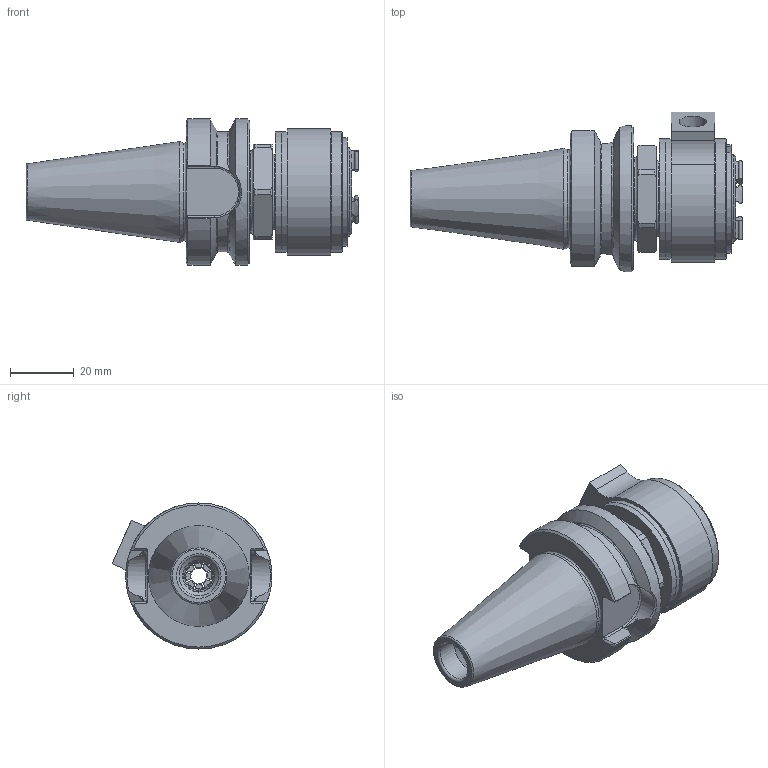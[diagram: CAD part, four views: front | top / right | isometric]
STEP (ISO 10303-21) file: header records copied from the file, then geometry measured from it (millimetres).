
FILE_DESCRIPTION( ( 'Unknown' ), '1' );
FILE_NAME( '379982000-A.stp', 'Unknown', ( 'Unknown' ), ( 'Unknown' ), 'PSStep 15.0.49', 'Unknown', ' ' );
FILE_SCHEMA( ( 'AUTOMOTIVE_DESIGN { 1 0 10303 214 1 1 1 1 }' ) );
Length unit declared in the file: millimetre
Products named in the file (14): 0004341; 0004345-oa0; 0004287-oa1; 0004288-oa2; 0004286; 0006572; 0004344; av_28_nut; Assem1; 0012558; 0006284; 0004759; 0012580; 0012583
Assembly tree (13 placements, depth 4):
  Assem1
    0012558
    0006284
    0004759
    0012580
    0012583
    0004288-oa2
      0004286
      0006572
      0004344
      av_28_nut
      0004341
        0004345-oa0
        0004287-oa1
Bounding box: 104.53 x 50.27 x 46 mm (x, y, z)
Volume: 74639.1 mm3; surface area: 48954 mm2
Topology: 11 solids, 11 shells, 618 faces, 1721 edges, 1118 vertices
Faces by surface type: plane 178, torus 155, cylinder 141, cone 133, bspline 9, sphere 2
Full cylindrical faces by diameter (mm): 2 x3, 3.5 x10, 8.566 x2, 10 x1, 10.106 x2, 12.5 x1, 13.5 x2, 14 x1, 16 x2, 18.5 x2, 20.05 x1, 20.8 x1, 22 x4, 23 x1, 23.376 x1, 23.5 x1, 25 x1, 25.5 x1, 26 x2, 26.6 x1, 27.9 x1, 28 x3, 28.5 x1, 30.24 x1, 30.74 x2, 30.762 x2, 34 x2, 34.4 x1, 38 x3, 46 x1
Entity records: 26138 total; most frequent: CARTESIAN_POINT 7899, ORIENTED_EDGE 3082, DIRECTION 2842, EDGE_CURVE 1541, AXIS2_PLACEMENT_3D 1262, VERTEX_POINT 1076, EDGE_LOOP 791, FACE_OUTER_BOUND 707
